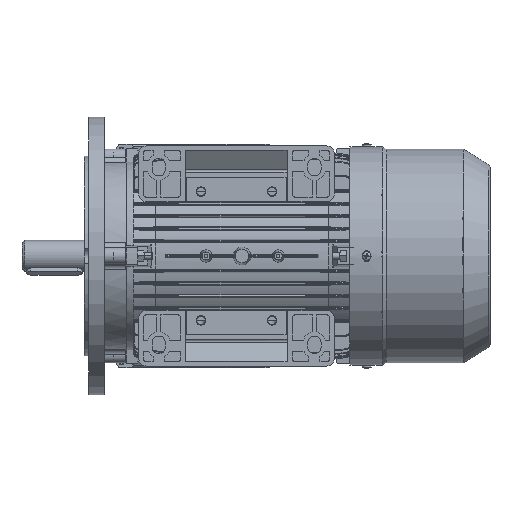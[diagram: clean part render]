
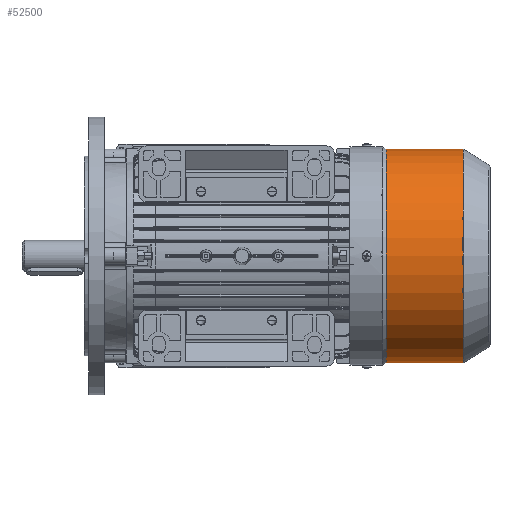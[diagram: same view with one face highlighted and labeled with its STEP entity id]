
A CAD part, front view. The second image highlights one B-rep face of the part: STEP entity #52500.
In plain terms, the highlighted cylindrical face has radius 96.2 mm (diameter 192.4 mm), a partial arc.
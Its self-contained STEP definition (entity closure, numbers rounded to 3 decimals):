
#43288 = VERTEX_POINT ( 'NONE', #63967 ) ;
#43291 = VERTEX_POINT ( 'NONE', #63965 ) ;
#43398 = VERTEX_POINT ( 'NONE', #64411 ) ;
#43399 = VERTEX_POINT ( 'NONE', #64409 ) ;
#43401 = EDGE_CURVE ( 'NONE', #43399, #43291, #64403, .T. ) ;
#43411 = EDGE_CURVE ( 'NONE', #43398, #43288, #64394, .T. ) ;
#52500 = ADVANCED_FACE ( 'NONE', ( #85974 ), #86055, .T. ) ;
#52502 = EDGE_LOOP ( 'NONE', ( #52504, #52506, #52507, #52509 ) ) ;
#52504 = ORIENTED_EDGE ( 'NONE', *, *, #43401, .F. ) ;
#52506 = ORIENTED_EDGE ( 'NONE', *, *, #52541, .T. ) ;
#52507 = ORIENTED_EDGE ( 'NONE', *, *, #43411, .T. ) ;
#52509 = ORIENTED_EDGE ( 'NONE', *, *, #52510, .F. ) ;
#52510 = EDGE_CURVE ( 'NONE', #43291, #43288, #86046, .T. ) ;
#52541 = EDGE_CURVE ( 'NONE', #43399, #43398, #86151, .T. ) ;
#63965 = CARTESIAN_POINT ( 'NONE',  ( 32.464, 0., -96.2 ) ) ;
#63967 = CARTESIAN_POINT ( 'NONE',  ( 32.464, 0., 96.2 ) ) ;
#64388 = DIRECTION ( 'NONE',  ( -1., 0., 0. ) ) ;
#64390 = VECTOR ( 'NONE', #64388, 1000. ) ;
#64392 = CARTESIAN_POINT ( 'NONE',  ( 0., 0., 96.2 ) ) ;
#64394 = LINE ( 'NONE', #64392, #64390 ) ;
#64398 = DIRECTION ( 'NONE',  ( -1., 0., 0. ) ) ;
#64400 = VECTOR ( 'NONE', #64398, 1000. ) ;
#64402 = CARTESIAN_POINT ( 'NONE',  ( 0., 0., -96.2 ) ) ;
#64403 = LINE ( 'NONE', #64402, #64400 ) ;
#64409 = CARTESIAN_POINT ( 'NONE',  ( 102., 0., -96.2 ) ) ;
#64411 = CARTESIAN_POINT ( 'NONE',  ( 102., 0., 96.2 ) ) ;
#85974 = FACE_OUTER_BOUND ( 'NONE', #52502, .T. ) ;
#86039 = DIRECTION ( 'NONE',  ( 0., 0., 1. ) ) ;
#86041 = DIRECTION ( 'NONE',  ( -1., 0., 0. ) ) ;
#86043 = CARTESIAN_POINT ( 'NONE',  ( 32.464, 0., 0. ) ) ;
#86044 = AXIS2_PLACEMENT_3D ( 'NONE', #86043, #86041, #86039 ) ;
#86046 = CIRCLE ( 'NONE', #86044, 96.2 ) ;
#86050 = DIRECTION ( 'NONE',  ( 0., 0., 1. ) ) ;
#86052 = DIRECTION ( 'NONE',  ( -1., 0., 0. ) ) ;
#86054 = AXIS2_PLACEMENT_3D ( 'NONE', #86061, #86052, #86050 ) ;
#86055 = CYLINDRICAL_SURFACE ( 'NONE', #86054, 96.2 ) ;
#86061 = CARTESIAN_POINT ( 'NONE',  ( 0., 0., 0. ) ) ;
#86144 = DIRECTION ( 'NONE',  ( 0., 0., 1. ) ) ;
#86146 = DIRECTION ( 'NONE',  ( -1., 0., 0. ) ) ;
#86148 = CARTESIAN_POINT ( 'NONE',  ( 102., 0., 0. ) ) ;
#86150 = AXIS2_PLACEMENT_3D ( 'NONE', #86148, #86146, #86144 ) ;
#86151 = CIRCLE ( 'NONE', #86150, 96.2 ) ;
